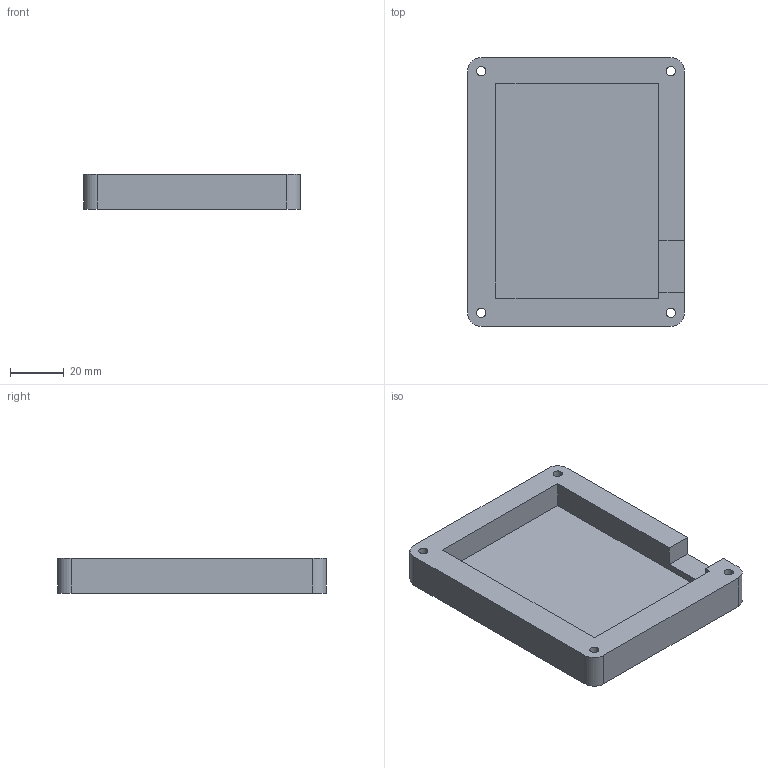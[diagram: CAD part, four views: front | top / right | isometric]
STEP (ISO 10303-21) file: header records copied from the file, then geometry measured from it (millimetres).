
FILE_DESCRIPTION(/* description */ (''),/* implementation_level */ '2;1');
FILE_NAME(/* name */ 'Shayaan_KeyBoard_bottem_final1.step',/* time_stamp */ '2025-06-04T20:48:20-04:00',/* author */ (''),/* organization */ (''),/* preprocessor_version */ 'ST-DEVELOPER v20.1',/* originating_system */ 'Autodesk Translation Framework v14.10.0.0',/* authorisation */ '');
FILE_SCHEMA (('AUTOMOTIVE_DESIGN { 1 0 10303 214 3 1 1 }'));
Length unit declared in the file: millimetre
Products named in the file (2): 2025-06-04-18-02-08-560; 2025-06-04-18-02-47-340
Assembly tree (1 placements, depth 2):
  2025-06-04-18-02-08-560
    2025-06-04-18-02-47-340
Bounding box: 80.53 x 99.84 x 13.2 mm (x, y, z)
Volume: 53865.5 mm3; surface area: 23919.6 mm2
Topology: 1 solids, 1 shells, 380 faces, 1056 edges, 704 vertices
Faces by surface type: bspline 232, plane 136, cylinder 12
Full cylindrical faces by diameter (mm): 3.4 x4, 6 x4
Entity records: 14313 total; most frequent: CARTESIAN_POINT 6087, ORIENTED_EDGE 2112, EDGE_CURVE 1056, DIRECTION 918, VERTEX_POINT 704, LINE 568, VECTOR 568, B_SPLINE_CURVE_WITH_KNOTS 464
